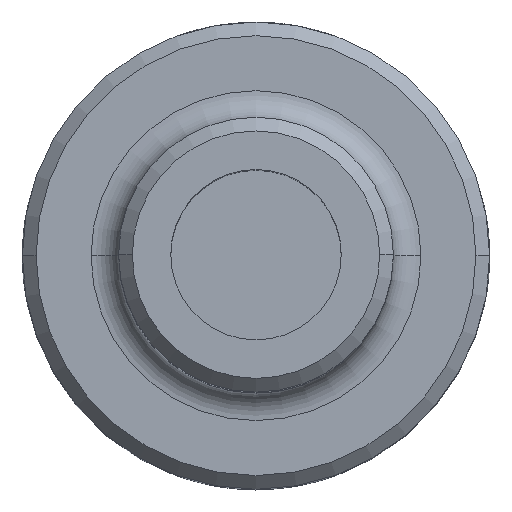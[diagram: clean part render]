
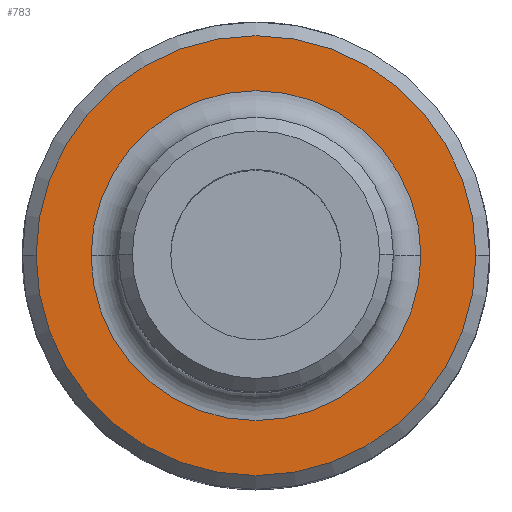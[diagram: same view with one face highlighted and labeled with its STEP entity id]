
A CAD part, top view. The second image highlights one B-rep face of the part: STEP entity #783.
In plain terms, the highlighted planar face has unit normal (0, 0, 1).
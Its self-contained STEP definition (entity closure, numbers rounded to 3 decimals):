
#1 = DIRECTION ( 'NONE',  ( -1., 0., 0. ) ) ;
#147 = EDGE_LOOP ( 'NONE', ( #1586, #1165 ) ) ;
#200 = AXIS2_PLACEMENT_3D ( 'NONE', #916, #1282, #1 ) ;
#248 = EDGE_CURVE ( 'NONE', #1261, #447, #360, .T. ) ;
#304 = CARTESIAN_POINT ( 'NONE',  ( 0., 0., 0. ) ) ;
#360 = CIRCLE ( 'NONE', #1544, 6. ) ;
#369 = DIRECTION ( 'NONE',  ( -1., 0., 0. ) ) ;
#440 = AXIS2_PLACEMENT_3D ( 'NONE', #1267, #496, #864 ) ;
#447 = VERTEX_POINT ( 'NONE', #1105 ) ;
#488 = CARTESIAN_POINT ( 'NONE',  ( 0., 0., 0. ) ) ;
#496 = DIRECTION ( 'NONE',  ( 0., 0., -1. ) ) ;
#500 = VERTEX_POINT ( 'NONE', #730 ) ;
#523 = CARTESIAN_POINT ( 'NONE',  ( -8., 0., 0. ) ) ;
#552 = EDGE_CURVE ( 'NONE', #447, #1261, #892, .T. ) ;
#604 = EDGE_CURVE ( 'NONE', #702, #500, #1572, .T. ) ;
#685 = ORIENTED_EDGE ( 'NONE', *, *, #948, .T. ) ;
#702 = VERTEX_POINT ( 'NONE', #523 ) ;
#730 = CARTESIAN_POINT ( 'NONE',  ( 8., 0., 0. ) ) ;
#752 = DIRECTION ( 'NONE',  ( -1., 0., 0. ) ) ;
#762 = AXIS2_PLACEMENT_3D ( 'NONE', #304, #816, #1481 ) ;
#783 = ADVANCED_FACE ( 'NONE', ( #798, #831 ), #1443, .F. ) ;
#798 = FACE_OUTER_BOUND ( 'NONE', #1214, .T. ) ;
#804 = CARTESIAN_POINT ( 'NONE',  ( -6., 0., 0. ) ) ;
#816 = DIRECTION ( 'NONE',  ( 0., 0., -1. ) ) ;
#831 = FACE_BOUND ( 'NONE', #147, .T. ) ;
#864 = DIRECTION ( 'NONE',  ( -1., 0., 0. ) ) ;
#892 = CIRCLE ( 'NONE', #440, 6. ) ;
#916 = CARTESIAN_POINT ( 'NONE',  ( 0., 0., 0. ) ) ;
#948 = EDGE_CURVE ( 'NONE', #500, #702, #976, .T. ) ;
#976 = CIRCLE ( 'NONE', #200, 8. ) ;
#1105 = CARTESIAN_POINT ( 'NONE',  ( 6., 0., 0. ) ) ;
#1165 = ORIENTED_EDGE ( 'NONE', *, *, #552, .T. ) ;
#1214 = EDGE_LOOP ( 'NONE', ( #1417, #685 ) ) ;
#1233 = CARTESIAN_POINT ( 'NONE',  ( 0., 0., 0. ) ) ;
#1251 = DIRECTION ( 'NONE',  ( 0., 0., -1. ) ) ;
#1261 = VERTEX_POINT ( 'NONE', #804 ) ;
#1267 = CARTESIAN_POINT ( 'NONE',  ( 0., 0., 0. ) ) ;
#1282 = DIRECTION ( 'NONE',  ( 0., 0., 1. ) ) ;
#1395 = AXIS2_PLACEMENT_3D ( 'NONE', #1233, #1504, #369 ) ;
#1417 = ORIENTED_EDGE ( 'NONE', *, *, #604, .T. ) ;
#1443 = PLANE ( 'NONE',  #762 ) ;
#1481 = DIRECTION ( 'NONE',  ( -1., 0., 0. ) ) ;
#1504 = DIRECTION ( 'NONE',  ( 0., 0., 1. ) ) ;
#1544 = AXIS2_PLACEMENT_3D ( 'NONE', #488, #1251, #752 ) ;
#1572 = CIRCLE ( 'NONE', #1395, 8. ) ;
#1586 = ORIENTED_EDGE ( 'NONE', *, *, #248, .T. ) ;
